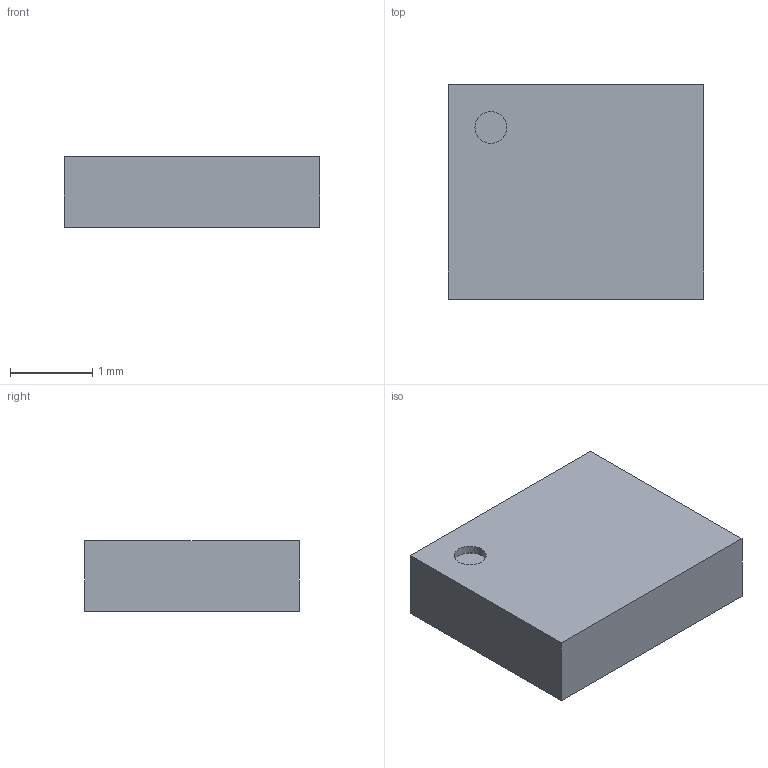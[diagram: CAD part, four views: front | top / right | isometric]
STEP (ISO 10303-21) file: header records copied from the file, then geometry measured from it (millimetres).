
FILE_DESCRIPTION(('Open CASCADE Model'),'2;1');
FILE_NAME('Open CASCADE Shape Model','2026-01-27T18:37:16',('Author'),( 'Open CASCADE'),'Open CASCADE STEP processor 7.5','Open CASCADE 7.5' ,'Unknown');
FILE_SCHEMA(('AUTOMOTIVE_DESIGN { 1 0 10303 214 1 1 1 1 }'));
Length unit declared in the file: millimetre
Products named in the file (7): PCB; Designator1; 13153339648; Open CASCADE STEP translator 7.5 66.1; Body; Open CASCADE STEP translator 7.5 66.2.1; Pin Shape
Assembly tree (18 placements, depth 4):
  PCB
  Designator1
    13153339648
      Open CASCADE STEP translator 7.5 66.1
      Body
        Open CASCADE STEP translator 7.5 66.2.1
      Pin Shape  x14
Bounding box: 3.1 x 2.6 x 0.86 mm (x, y, z)
Volume: 6.9 mm3; surface area: 29.5 mm2
Topology: 15 solids, 16 shells, 93 faces, 184 edges, 123 vertices
Faces by surface type: plane 92, cylinder 1
Full cylindrical faces by diameter (mm): 0.388 x1
Entity records: 617 total; most frequent: DIRECTION 99, CARTESIAN_POINT 81, ORIENTED_EDGE 55, AXIS2_PLACEMENT_3D 37, EDGE_CURVE 28, PRODUCT_DEFINITION_SHAPE 25, LINE 25, VECTOR 25
